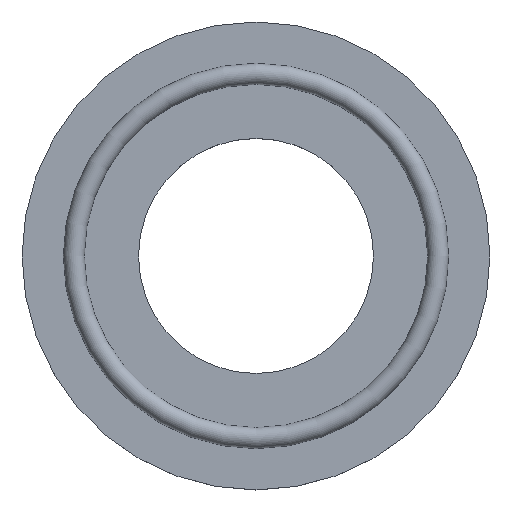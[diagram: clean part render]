
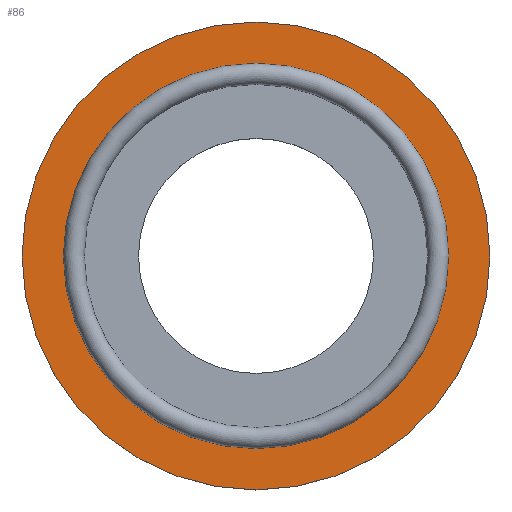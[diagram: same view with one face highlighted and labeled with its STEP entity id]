
A CAD part, top view. The second image highlights one B-rep face of the part: STEP entity #86.
In plain terms, the highlighted planar face has unit normal (0, 0, 1).
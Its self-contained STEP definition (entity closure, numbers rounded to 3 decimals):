
#17=FACE_BOUND('',#33,.T.);
#20=PLANE('',#111);
#25=FACE_OUTER_BOUND('',#32,.T.);
#32=EDGE_LOOP('',(#73));
#33=EDGE_LOOP('',(#74));
#44=CIRCLE('',#109,36.65);
#46=CIRCLE('',#112,44.5);
#51=VERTEX_POINT('',#157);
#52=VERTEX_POINT('',#161);
#58=EDGE_CURVE('',#51,#51,#44,.T.);
#60=EDGE_CURVE('',#52,#52,#46,.T.);
#73=ORIENTED_EDGE('',*,*,#60,.F.);
#74=ORIENTED_EDGE('',*,*,#58,.T.);
#86=ADVANCED_FACE('',(#25,#17),#20,.T.);
#109=AXIS2_PLACEMENT_3D('',#158,#131,#132);
#111=AXIS2_PLACEMENT_3D('',#160,#135,#136);
#112=AXIS2_PLACEMENT_3D('',#162,#137,#138);
#131=DIRECTION('center_axis',(0.,0.,-1.));
#132=DIRECTION('ref_axis',(1.,0.,0.));
#135=DIRECTION('center_axis',(0.,0.,1.));
#136=DIRECTION('ref_axis',(1.,0.,0.));
#137=DIRECTION('center_axis',(0.,0.,-1.));
#138=DIRECTION('ref_axis',(1.,0.,0.));
#157=CARTESIAN_POINT('',(36.65,0.,0.));
#158=CARTESIAN_POINT('Origin',(0.,0.,0.));
#160=CARTESIAN_POINT('Origin',(0.,44.5,0.));
#161=CARTESIAN_POINT('',(0.,-44.5,0.));
#162=CARTESIAN_POINT('Origin',(0.,0.,0.));
